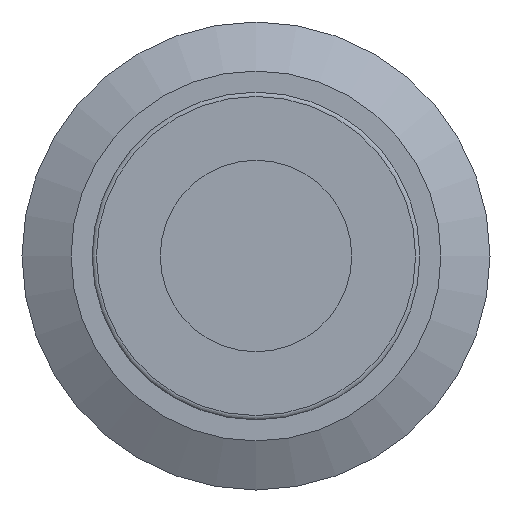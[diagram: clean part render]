
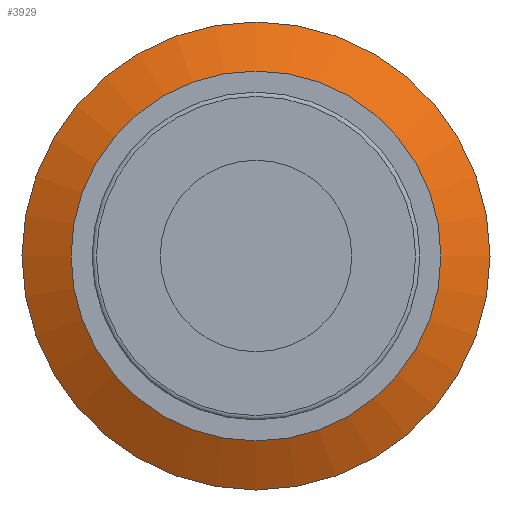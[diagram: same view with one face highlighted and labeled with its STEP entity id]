
A CAD part, left-side view. The second image highlights one B-rep face of the part: STEP entity #3929.
In plain terms, the highlighted conical face has half-angle 62.5 degrees and reference radius 9.847 mm.
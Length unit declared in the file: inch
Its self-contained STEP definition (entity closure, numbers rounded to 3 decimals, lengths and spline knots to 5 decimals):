
#21=CONICAL_SURFACE('',#4181,0.38769,1.091);
#215=CIRCLE('',#4170,0.43307);
#216=CIRCLE('',#4171,0.43307);
#222=CIRCLE('',#4180,0.34232);
#435=FACE_OUTER_BOUND('',#683,.T.);
#683=EDGE_LOOP('',(#3515,#3516,#3517,#3518,#3519));
#1124=LINE('',#6709,#1550);
#1550=VECTOR('',#5056,0.38769);
#1903=VERTEX_POINT('',#6687);
#1904=VERTEX_POINT('',#6688);
#1910=VERTEX_POINT('',#6706);
#2440=EDGE_CURVE('',#1903,#1904,#215,.T.);
#2441=EDGE_CURVE('',#1904,#1903,#216,.T.);
#2449=EDGE_CURVE('',#1910,#1910,#222,.T.);
#2450=EDGE_CURVE('',#1910,#1904,#1124,.T.);
#3515=ORIENTED_EDGE('',*,*,#2449,.F.);
#3516=ORIENTED_EDGE('',*,*,#2450,.T.);
#3517=ORIENTED_EDGE('',*,*,#2440,.F.);
#3518=ORIENTED_EDGE('',*,*,#2441,.F.);
#3519=ORIENTED_EDGE('',*,*,#2450,.F.);
#3929=ADVANCED_FACE('',(#435),#21,.T.);
#4170=AXIS2_PLACEMENT_3D('',#6689,#5030,#5031);
#4171=AXIS2_PLACEMENT_3D('',#6690,#5032,#5033);
#4180=AXIS2_PLACEMENT_3D('',#6707,#5052,#5053);
#4181=AXIS2_PLACEMENT_3D('',#6708,#5054,#5055);
#5030=DIRECTION('center_axis',(1.,0.,0.));
#5031=DIRECTION('ref_axis',(0.,-1.,0.));
#5032=DIRECTION('center_axis',(1.,0.,0.));
#5033=DIRECTION('ref_axis',(0.,-1.,0.));
#5052=DIRECTION('center_axis',(-1.,0.,0.));
#5053=DIRECTION('ref_axis',(0.,0.,1.));
#5054=DIRECTION('center_axis',(1.,0.,0.));
#5055=DIRECTION('ref_axis',(0.,0.,1.));
#5056=DIRECTION('',(0.462,0.,-0.887));
#6687=CARTESIAN_POINT('',(-0.0315,0.43307,0.));
#6688=CARTESIAN_POINT('',(-0.0315,0.,-0.43307));
#6689=CARTESIAN_POINT('Origin',(-0.0315,0.,0.));
#6690=CARTESIAN_POINT('Origin',(-0.0315,0.,0.));
#6706=CARTESIAN_POINT('',(-0.07874,0.,-0.34232));
#6707=CARTESIAN_POINT('Origin',(-0.07874,0.,0.));
#6708=CARTESIAN_POINT('Origin',(-0.05512,0.,0.));
#6709=CARTESIAN_POINT('',(-0.05512,0.,-0.38769));
